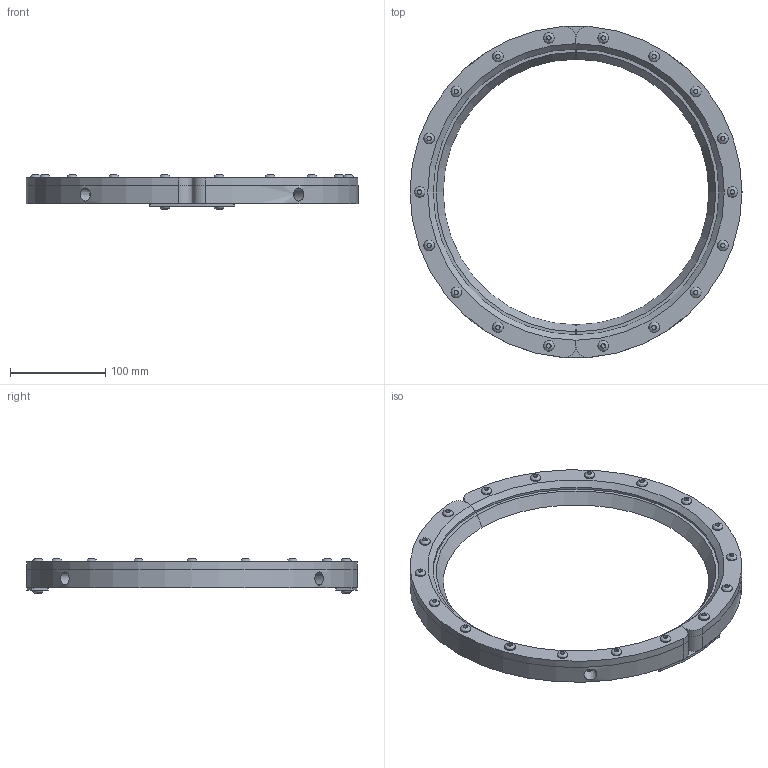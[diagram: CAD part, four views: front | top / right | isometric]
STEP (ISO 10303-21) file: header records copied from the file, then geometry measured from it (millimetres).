
FILE_DESCRIPTION((''),'2;1');
FILE_NAME('2410-3D.stp','2010-06-03T16:08:25',('michael witt'),(''),'Autodesk Inventor 2010','Autodesk Inventor 2010','');
FILE_SCHEMA(('AUTOMOTIVE_DESIGN { 1 0 10303 214 1 1 1 1 }'));
Length unit declared in the file: inch
Products named in the file (29): Assembly20; Part834; Part836; Part838; Part840; Part842; Part844; Part846; Part848; Part850; Part852; Part854; Part856; Part858; Part860; Part862; Part864; Part866; Part868; Part870; Part872; Part874; Part876; Part878; Part880; Part882; Part884; Part886; Part888
Assembly tree (28 placements, depth 2):
  Assembly20
    Part834
    Part836
    Part838
    Part840
    Part842
    Part844
    Part846
    Part848
    Part850
    Part852
    Part854
    Part856
    Part858
    Part860
    Part862
    Part864
    Part866
    Part868
    Part870
    Part872
    Part874
    Part876
    Part878
    Part880
    Part882
    Part884
    Part886
    Part888
Bounding box: 349.25 x 348.17 x 36.33 mm (x, y, z)
Volume: 733063.7 mm3; surface area: 197156.3 mm2
Topology: 28 solids, 28 shells, 425 faces, 984 edges, 663 vertices
Faces by surface type: plane 215, bspline 105, cylinder 79, cone 26
Full cylindrical faces by diameter (mm): 6.35 x29, 7.112 x10, 11.1 x20, 11.114 x2
Entity records: 13506 total; most frequent: CARTESIAN_POINT 3881, DIRECTION 1814, ORIENTED_EDGE 1552, EDGE_CURVE 776, EDGE_LOOP 690, AXIS2_PLACEMENT_3D 669, VERTEX_POINT 594, VECTOR 476
